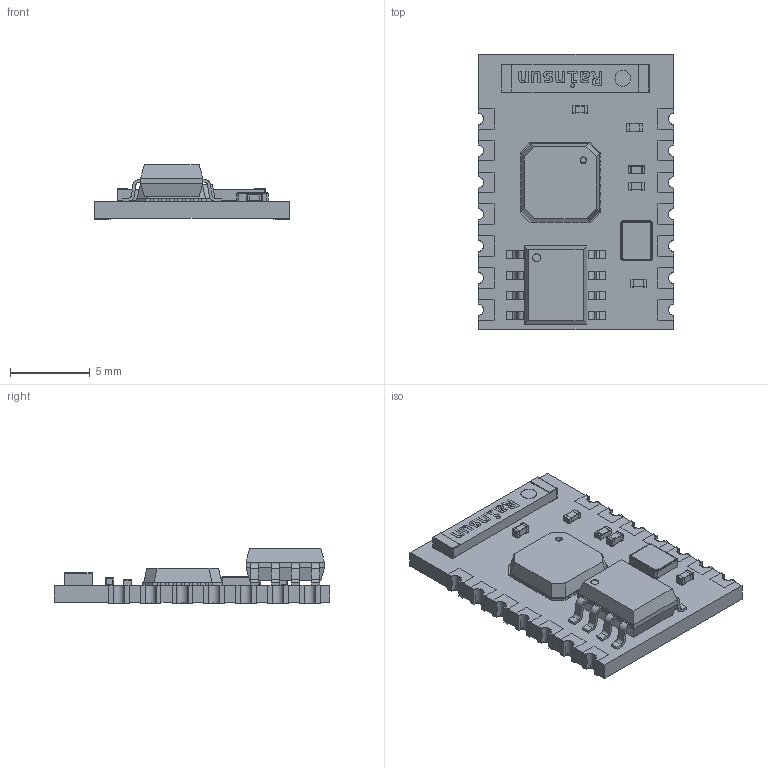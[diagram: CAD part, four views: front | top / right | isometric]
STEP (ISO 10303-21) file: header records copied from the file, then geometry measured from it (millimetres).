
FILE_DESCRIPTION (( 'STEP AP214' ), '1' );
FILE_NAME ('User Library-ESP-03.STEP', '2016-03-10T09:48:22', ( 'Windows User' ), ( '' ), 'SwSTEP 2.0', 'SolidWorks 2016', '' );
FILE_SCHEMA (( 'AUTOMOTIVE_DESIGN' ));
Length unit declared in the file: millimetre
Products named in the file (33): User Library-ESP-03_J4; User Library-ESP-03_J13; User Library-ESP-03_SW3dPS-inductor_0402_white; User Library-ESP-03_J12; User Library-ESP-03_J11; User Library-ESP-03_J5; User Library-ESP-03_J10; User Library-ESP-03_AN9520_small; User Library-ESP-03_Goldcontact; User Library-ESP-03_Board; User Library-ESP-03_Designator7; User Library-ESP-03_QFN32; User Library-ESP-03; User Library-ESP-03_Designator15; User Library-ESP-03_Res0402; User Library-ESP-03_Designator17; User Library-ESP-03_J20; User Library-ESP-03_Designator18; User Library-ESP-03_J26; User Library-ESP-03_Designator19; User Library-ESP-03_J25; User Library-ESP-03_Cap0402; User Library-ESP-03_J24; User Library-ESP-03_Designator21; User Library-ESP-03_J23; User Library-ESP-03_User_Library-CRY_2520_; User Library-ESP-03_J22; User Library-ESP-03_J21; User Library-ESP-03_J3; User Library-ESP-03_J16; User Library-ESP-03_User_Library-SOIC-8-150_2; User Library-ESP-03_J15; User Library-ESP-03_J14
Assembly tree (47 placements, depth 3):
  User Library-ESP-03
    User Library-ESP-03_Board
    User Library-ESP-03_J5
      User Library-ESP-03_AN9520_small
    User Library-ESP-03_J4
      User Library-ESP-03_SW3dPS-inductor_0402_white
    User Library-ESP-03_J3
      User Library-ESP-03_User_Library-SOIC-8-150_2
    User Library-ESP-03_Designator21
      User Library-ESP-03_User_Library-CRY_2520_
    User Library-ESP-03_Designator19
      User Library-ESP-03_Cap0402
    User Library-ESP-03_Designator18
      User Library-ESP-03_Cap0402
    User Library-ESP-03_Designator17
      User Library-ESP-03_Cap0402
    User Library-ESP-03_Designator15
      User Library-ESP-03_Res0402
    User Library-ESP-03_Designator7
      User Library-ESP-03_QFN32
    User Library-ESP-03_J10
      User Library-ESP-03_Goldcontact
    User Library-ESP-03_J11
      User Library-ESP-03_Goldcontact
    User Library-ESP-03_J12
      User Library-ESP-03_Goldcontact
    User Library-ESP-03_J13
      User Library-ESP-03_Goldcontact
    User Library-ESP-03_J14
      User Library-ESP-03_Goldcontact
    User Library-ESP-03_J15
      User Library-ESP-03_Goldcontact
    User Library-ESP-03_J16
      User Library-ESP-03_Goldcontact
    User Library-ESP-03_J21
      User Library-ESP-03_Goldcontact
    User Library-ESP-03_J22
      User Library-ESP-03_Goldcontact
    User Library-ESP-03_J23
      User Library-ESP-03_Goldcontact
    User Library-ESP-03_J24
      User Library-ESP-03_Goldcontact
    User Library-ESP-03_J25
      User Library-ESP-03_Goldcontact
    User Library-ESP-03_J26
      User Library-ESP-03_Goldcontact
    User Library-ESP-03_J20
      User Library-ESP-03_Goldcontact
Bounding box: 12.3 x 17.3 x 3.44 mm (x, y, z)
Volume: 313.6 mm3; surface area: 851.1 mm2
Topology: 44 solids, 44 shells, 1159 faces, 2954 edges, 1822 vertices
Faces by surface type: plane 755, cylinder 262, bspline 140, cone 2
Entity records: 42109 total; most frequent: CARTESIAN_POINT 8242, ORIENTED_EDGE 4808, DIRECTION 4494, EDGE_CURVE 2404, VECTOR 1890, LINE 1890, VERTEX_POINT 1538, AXIS2_PLACEMENT_3D 1302
